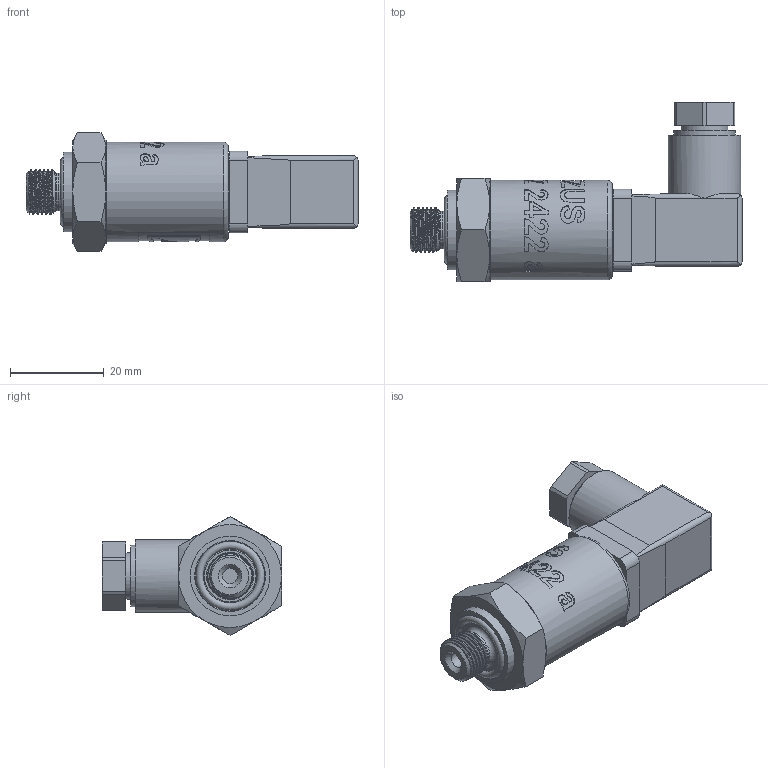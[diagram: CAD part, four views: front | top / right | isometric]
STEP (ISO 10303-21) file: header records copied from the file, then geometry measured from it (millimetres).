
FILE_DESCRIPTION(/* description */ (''),/* implementation_level */ '2;1');
FILE_NAME(/* name */ 'APZ2422a_G1''8DIN_DIN.step',/* time_stamp */ '2021-07-14T16:00:09+03:00',/* author */ (''),/* organization */ (''),/* preprocessor_version */ 'ST-DEVELOPER v18.1',/* originating_system */ 'Autodesk Translation Framework v10.9.0.1377',/* authorisation */ '');
FILE_SCHEMA (('AUTOMOTIVE_DESIGN { 1 0 10303 214 3 1 1 }'));
Length unit declared in the file: millimetre
Products named in the file (4): АПЗ 2422 a - filled (not 100% correct
); G1/8 DIN; DIN 43650C male round base v5; DIN 43650C female part v2
Assembly tree (3 placements, depth 2):
  АПЗ 2422 a - filled (not 100% correct
)
    G1/8 DIN
    DIN 43650C male round base v5
    DIN 43650C female part v2
Bounding box: 70.89 x 38.25 x 25.4 mm (x, y, z)
Volume: 23176.3 mm3; surface area: 10804.4 mm2
Topology: 9 solids, 10 shells, 724 faces, 1932 edges, 1279 vertices
Faces by surface type: bspline 317, plane 194, cylinder 186, cone 18, torus 9
Full cylindrical faces by diameter (mm): 2.356 x22, 2.927 x36, 3 x1, 3.3 x1, 3.5 x1, 4.8 x1, 5 x1, 5.5 x1, 6.8 x1, 7.5 x1, 8 x1, 8.566 x5, 10 x2, 11.5 x2, 13.157 x1, 14.7 x1, 15.5 x1, 16 x1, 16.2 x1, 17 x1, 18.4 x1, 19 x1, 20.2 x2, 21.2 x1, 22 x1
Entity records: 36350 total; most frequent: CARTESIAN_POINT 20703, ORIENTED_EDGE 3864, DIRECTION 2034, EDGE_CURVE 1932, VERTEX_POINT 1279, B_SPLINE_CURVE_WITH_KNOTS 875, LINE 862, VECTOR 862
